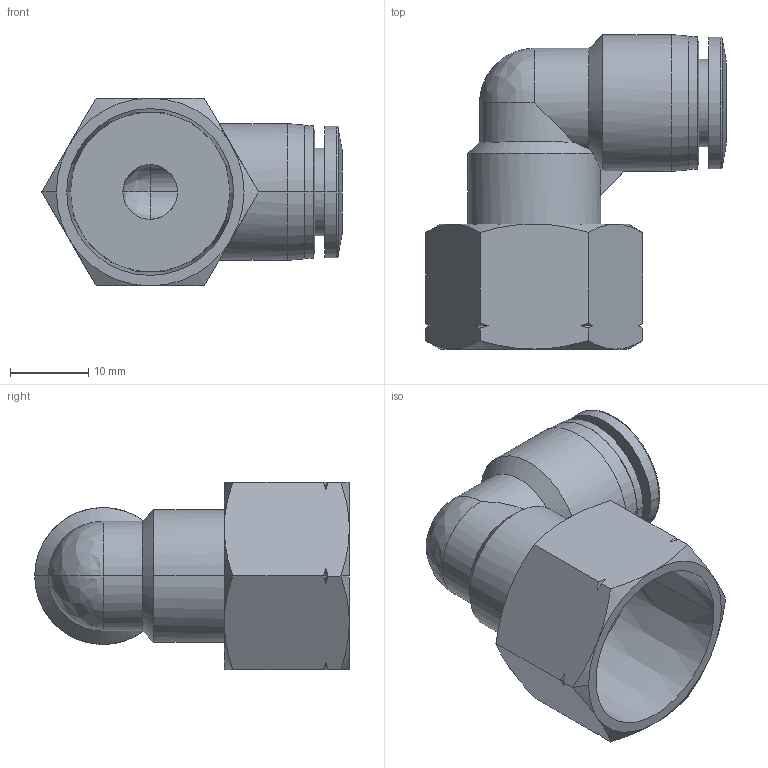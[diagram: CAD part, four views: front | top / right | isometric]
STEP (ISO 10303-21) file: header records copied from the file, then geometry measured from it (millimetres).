
FILE_DESCRIPTION (( 'STEP AP214' ), '1' );
FILE_NAME ('FE38-12N.step', '2016-02-24T20:33:19', ( '' ), ( '' ), 'SwSTEP 2.0', 'SolidWorks 2015', '' );
FILE_SCHEMA (( 'AUTOMOTIVE_DESIGN' ));
Length unit declared in the file: inch
Products named in the file (1): FE38-12N
Bounding box: 38.41 x 40.25 x 24 mm (x, y, z)
Volume: 8563.6 mm3; surface area: 6412.2 mm2
Topology: 1 solids, 1 shells, 85 faces, 209 edges, 127 vertices
Faces by surface type: cone 41, cylinder 20, plane 16, bspline 8
Entity records: 3826 total; most frequent: CARTESIAN_POINT 786, ORIENTED_EDGE 410, DIRECTION 387, EDGE_CURVE 205, AXIS2_PLACEMENT_3D 168, VERTEX_POINT 127, EDGE_LOOP 92, CIRCLE 90
